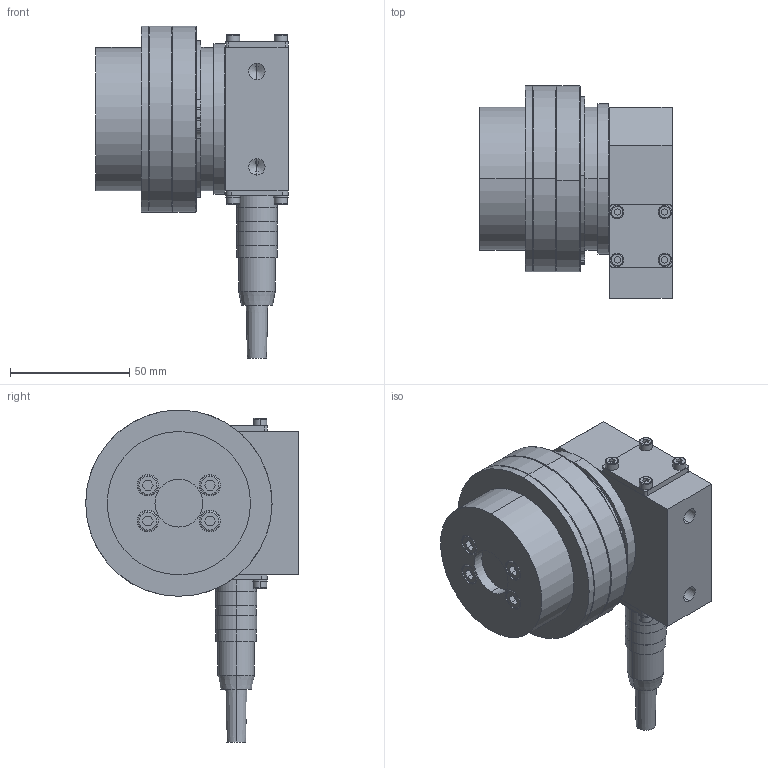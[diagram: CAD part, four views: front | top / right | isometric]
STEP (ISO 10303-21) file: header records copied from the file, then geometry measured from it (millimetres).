
FILE_DESCRIPTION (( 'STEP AP203' ), '1' );
FILE_NAME ('31105731_-.step', '2023-05-25T09:42:57', ( '' ), ( '' ), 'SwSTEP 2.0', 'SolidWorks 2018', '' );
FILE_SCHEMA (( 'CONFIG_CONTROL_DESIGN' ));
Length unit declared in the file: millimetre
Products named in the file (14): Federringe_DIN127A_M03; 51048_01; Flanschstecker_M14x1_Mini_5pol; Zyl-Sti-gehärtet ISO8734_D4x8; Kabeldose_M14x1_Mini_5pol; RKL_61812_01; 000419.3_01; 111025-4_01; Zyl-Schr DIN912_M5x8; Zyl-Schr DIN912_M3x6; 111025-3_01; 111025-5_01; 31105731_-; Si-Ring DIN471_D60x2
Assembly tree (32 placements, depth 2):
  31105731_-
    51048_01
    111025-3_01
    111025-4_01
    000419.3_01
    Si-Ring DIN471_D60x2  x2
    111025-5_01
    Flanschstecker_M14x1_Mini_5pol
    Federringe_DIN127A_M03  x4
    Zyl-Schr DIN912_M3x6  x8
    Zyl-Schr DIN912_M5x8  x8
    Zyl-Sti-gehärtet ISO8734_D4x8
    Kabeldose_M14x1_Mini_5pol
    RKL_61812_01  x2
Bounding box: 80.6 x 89 x 139 mm (x, y, z)
Volume: 213445.7 mm3; surface area: 121845.7 mm2
Topology: 44 solids, 44 shells, 811 faces, 1925 edges, 1232 vertices
Faces by surface type: cylinder 358, plane 297, cone 74, torus 66, sphere 16
Entity records: 16959 total; most frequent: CARTESIAN_POINT 3489, DIRECTION 2627, ORIENTED_EDGE 2202, EDGE_CURVE 1101, AXIS2_PLACEMENT_3D 1072, VERTEX_POINT 720, EDGE_LOOP 597, CIRCLE 572
